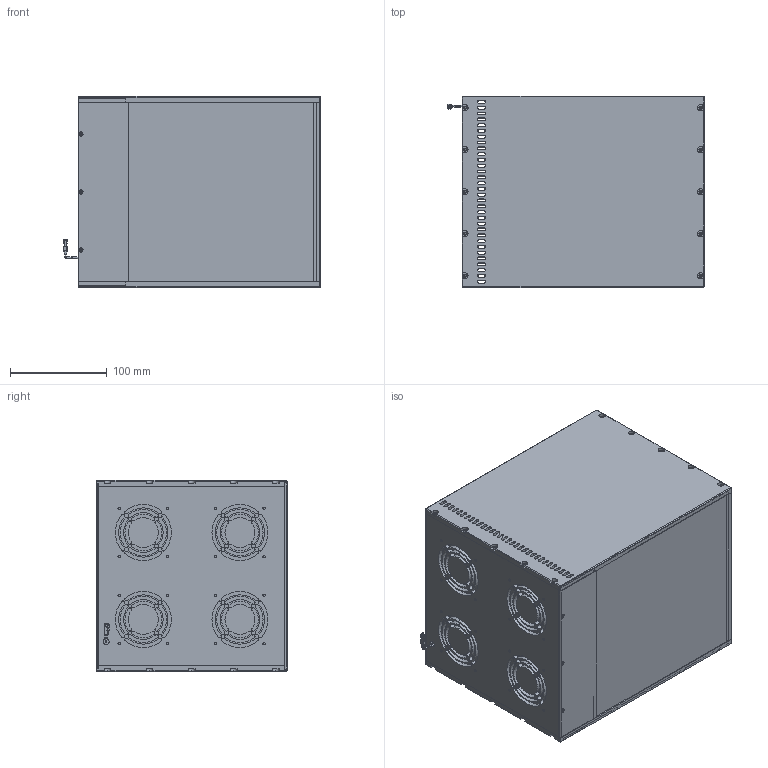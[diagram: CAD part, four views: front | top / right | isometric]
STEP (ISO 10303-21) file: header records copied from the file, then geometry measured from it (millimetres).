
FILE_DESCRIPTION (( 'STEP AP214' ), '1' );
FILE_NAME ('蓝色同轴光源 有效发光面 192187mm.STEP', '2019-02-01T01:50:52', ( 'user' ), ( '微软中国' ), 'SwSTEP 2.0', 'SolidWorks 2016', '' );
FILE_SCHEMA (( 'AUTOMOTIVE_DESIGN' ));
Length unit declared in the file: millimetre
Products named in the file (1): 蓝色同轴光源 有效发光面 192187mm
Bounding box: 266 x 198.2 x 198 mm (x, y, z)
Volume: 1343790.6 mm3; surface area: 786582.2 mm2
Topology: 21 solids, 21 shells, 4677 faces, 11806 edges, 7808 vertices
Faces by surface type: plane 3722, cylinder 818, cone 76, bspline 61
Entity records: 190114 total; most frequent: CARTESIAN_POINT 25313, ORIENTED_EDGE 23496, DIRECTION 22554, EDGE_CURVE 11748, VECTOR 9900, LINE 9900, VERTEX_POINT 7808, AXIS2_PLACEMENT_3D 6327
